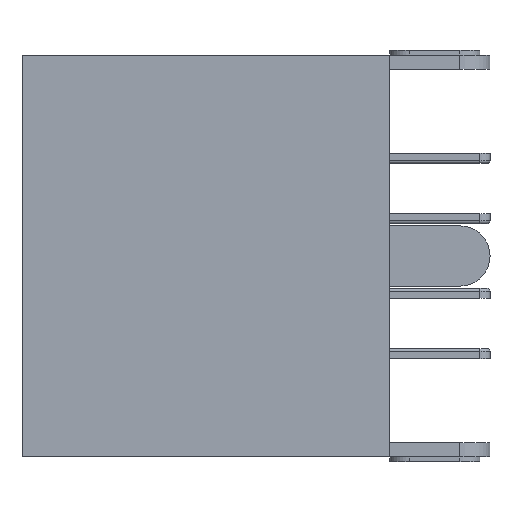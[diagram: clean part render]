
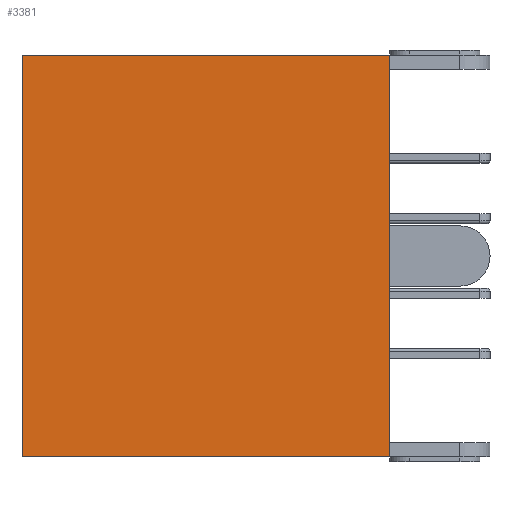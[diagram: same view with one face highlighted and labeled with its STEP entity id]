
A CAD part, left-side view. The second image highlights one B-rep face of the part: STEP entity #3381.
In plain terms, the highlighted planar face has unit normal (-1, 0, 0).
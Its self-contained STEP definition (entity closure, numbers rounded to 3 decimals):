
#236 = VERTEX_POINT ( 'NONE', #2394 ) ;
#353 = EDGE_CURVE ( 'NONE', #3063, #236, #5587, .T. ) ;
#447 = DIRECTION ( 'NONE',  ( 0., 0., 1. ) ) ;
#776 = ORIENTED_EDGE ( 'NONE', *, *, #1207, .F. ) ;
#920 = ORIENTED_EDGE ( 'NONE', *, *, #1466, .F. ) ;
#998 = DIRECTION ( 'NONE',  ( 0., 0., -1. ) ) ;
#1021 = CARTESIAN_POINT ( 'NONE',  ( -13., -6.5, 7. ) ) ;
#1207 = EDGE_CURVE ( 'NONE', #2935, #3063, #3431, .T. ) ;
#1466 = EDGE_CURVE ( 'NONE', #236, #6320, #3993, .T. ) ;
#1944 = CARTESIAN_POINT ( 'NONE',  ( -13., 6.3, -7. ) ) ;
#2019 = DIRECTION ( 'NONE',  ( 0., 1., 0. ) ) ;
#2126 = ORIENTED_EDGE ( 'NONE', *, *, #353, .F. ) ;
#2129 = DIRECTION ( 'NONE',  ( 0., -1., 0. ) ) ;
#2221 = CARTESIAN_POINT ( 'NONE',  ( -13., 6.3, 7. ) ) ;
#2394 = CARTESIAN_POINT ( 'NONE',  ( -13., -6.5, -7. ) ) ;
#2401 = VECTOR ( 'NONE', #2129, 1000. ) ;
#2621 = VECTOR ( 'NONE', #2019, 1000. ) ;
#2935 = VERTEX_POINT ( 'NONE', #3385 ) ;
#3063 = VERTEX_POINT ( 'NONE', #6036 ) ;
#3381 = ADVANCED_FACE ( 'NONE', ( #6361 ), #3453, .T. ) ;
#3385 = CARTESIAN_POINT ( 'NONE',  ( -13., 6.3, 7. ) ) ;
#3431 = LINE ( 'NONE', #2221, #2401 ) ;
#3432 = DIRECTION ( 'NONE',  ( -1., 0., 0. ) ) ;
#3453 = PLANE ( 'NONE',  #4865 ) ;
#3775 = VECTOR ( 'NONE', #5362, 1000. ) ;
#3800 = VECTOR ( 'NONE', #998, 1000. ) ;
#3993 = LINE ( 'NONE', #1944, #2621 ) ;
#4055 = CARTESIAN_POINT ( 'NONE',  ( -13., 6.3, -7. ) ) ;
#4865 = AXIS2_PLACEMENT_3D ( 'NONE', #4055, #3432, #447 ) ;
#5323 = EDGE_CURVE ( 'NONE', #6320, #2935, #6527, .T. ) ;
#5362 = DIRECTION ( 'NONE',  ( 0., 0., 1. ) ) ;
#5374 = CARTESIAN_POINT ( 'NONE',  ( -13., 6.3, -7. ) ) ;
#5587 = LINE ( 'NONE', #1021, #3800 ) ;
#5651 = ORIENTED_EDGE ( 'NONE', *, *, #5323, .F. ) ;
#6036 = CARTESIAN_POINT ( 'NONE',  ( -13., -6.5, 7. ) ) ;
#6320 = VERTEX_POINT ( 'NONE', #5374 ) ;
#6332 = CARTESIAN_POINT ( 'NONE',  ( -13., 6.3, 7. ) ) ;
#6361 = FACE_OUTER_BOUND ( 'NONE', #6470, .T. ) ;
#6470 = EDGE_LOOP ( 'NONE', ( #5651, #920, #2126, #776 ) ) ;
#6527 = LINE ( 'NONE', #6332, #3775 ) ;
